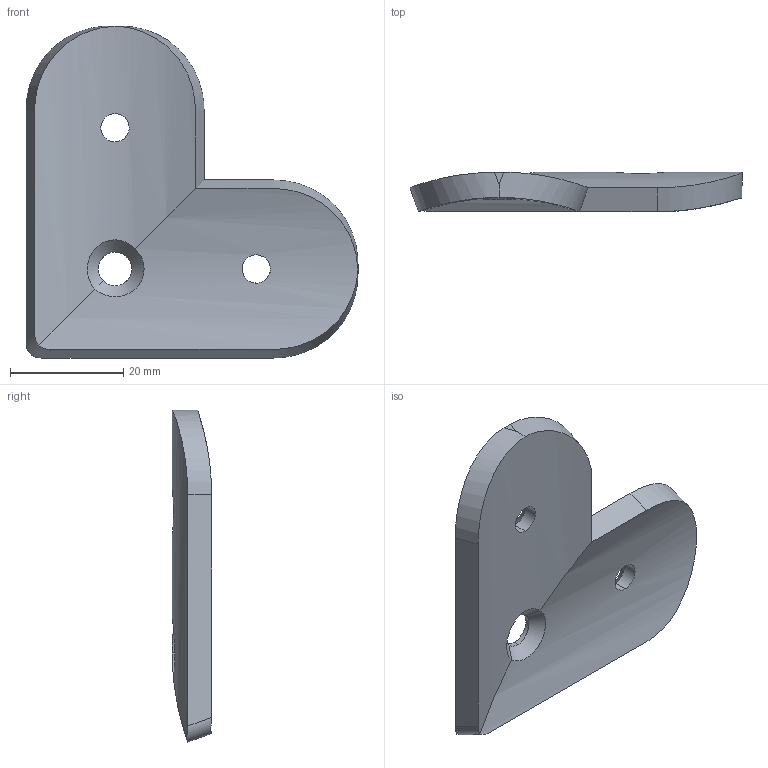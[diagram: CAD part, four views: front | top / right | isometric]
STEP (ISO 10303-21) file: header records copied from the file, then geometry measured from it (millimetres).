
FILE_DESCRIPTION (( 'STEP AP203' ), '1' );
FILE_NAME ('3D_GC2034_42.4_188741100.STEP', '2024-10-23T08:16:43', ( '' ), ( '' ), 'SwSTEP 2.0', 'SolidWorks 2023', '' );
FILE_SCHEMA (( 'CONFIG_CONTROL_DESIGN' ));
Length unit declared in the file: millimetre
Products named in the file (1): 3D_GC2034_42.4_188741100
Bounding box: 58.76 x 6.96 x 58.76 mm (x, y, z)
Volume: 10392.2 mm3; surface area: 5876.7 mm2
Topology: 1 solids, 1 shells, 30 faces, 82 edges, 53 vertices
Faces by surface type: cylinder 17, plane 7, bspline 6
Entity records: 3894 total; most frequent: CARTESIAN_POINT 3161, ORIENTED_EDGE 164, DIRECTION 89, EDGE_CURVE 82, VERTEX_POINT 53, B_SPLINE_CURVE_WITH_KNOTS 43, EDGE_LOOP 35, AXIS2_PLACEMENT_3D 31
